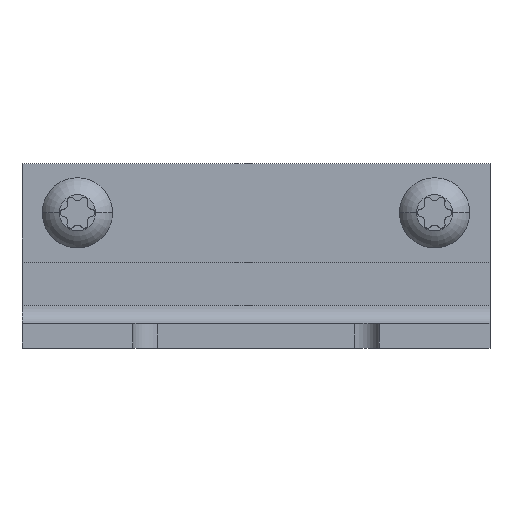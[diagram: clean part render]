
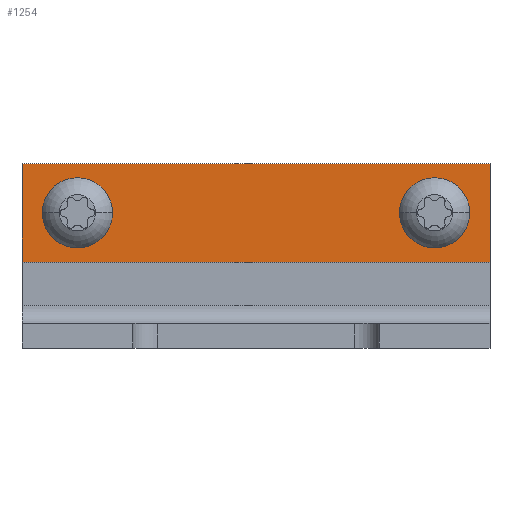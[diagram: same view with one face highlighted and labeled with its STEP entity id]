
A CAD part, top view. The second image highlights one B-rep face of the part: STEP entity #1254.
In plain terms, the highlighted planar face has unit normal (0, 0, 1).
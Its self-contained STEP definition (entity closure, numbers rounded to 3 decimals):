
#18 = CARTESIAN_POINT ( 'NONE',  ( 16., 0., 1. ) ) ;
#52 = CARTESIAN_POINT ( 'NONE',  ( 19., 4., 1. ) ) ;
#78 = VERTEX_POINT ( 'NONE', #938 ) ;
#109 = CARTESIAN_POINT ( 'NONE',  ( -14.5, 0., 1. ) ) ;
#110 = DIRECTION ( 'NONE',  ( 1., 0., 0. ) ) ;
#209 = EDGE_CURVE ( 'NONE', #1816, #1518, #376, .T. ) ;
#232 = VERTEX_POINT ( 'NONE', #485 ) ;
#244 = CARTESIAN_POINT ( 'NONE',  ( -16., 0., 1. ) ) ;
#293 = ORIENTED_EDGE ( 'NONE', *, *, #2017, .F. ) ;
#344 = DIRECTION ( 'NONE',  ( 1., 0., 0. ) ) ;
#376 = CIRCLE ( 'NONE', #2056, 1.5 ) ;
#397 = DIRECTION ( 'NONE',  ( 1., 0., 0. ) ) ;
#434 = AXIS2_PLACEMENT_3D ( 'NONE', #1002, #1175, #1331 ) ;
#456 = DIRECTION ( 'NONE',  ( 0., 0., 1. ) ) ;
#485 = CARTESIAN_POINT ( 'NONE',  ( 19., 4., 1. ) ) ;
#522 = FACE_BOUND ( 'NONE', #714, .T. ) ;
#536 = EDGE_CURVE ( 'NONE', #232, #1965, #1660, .T. ) ;
#602 = CARTESIAN_POINT ( 'NONE',  ( 13., 0., 1. ) ) ;
#621 = ORIENTED_EDGE ( 'NONE', *, *, #1553, .F. ) ;
#635 = ORIENTED_EDGE ( 'NONE', *, *, #789, .F. ) ;
#668 = ORIENTED_EDGE ( 'NONE', *, *, #758, .T. ) ;
#670 = VECTOR ( 'NONE', #2147, 1000. ) ;
#690 = DIRECTION ( 'NONE',  ( 1., 0., 0. ) ) ;
#714 = EDGE_LOOP ( 'NONE', ( #293, #621 ) ) ;
#749 = EDGE_LOOP ( 'NONE', ( #668, #1664, #2041, #2227 ) ) ;
#758 = EDGE_CURVE ( 'NONE', #78, #1965, #2039, .T. ) ;
#789 = EDGE_CURVE ( 'NONE', #1518, #1816, #922, .T. ) ;
#793 = PLANE ( 'NONE',  #434 ) ;
#812 = AXIS2_PLACEMENT_3D ( 'NONE', #109, #456, #1554 ) ;
#922 = CIRCLE ( 'NONE', #2234, 1.5 ) ;
#938 = CARTESIAN_POINT ( 'NONE',  ( -19., -4., 1. ) ) ;
#1002 = CARTESIAN_POINT ( 'NONE',  ( -19., 4., 1. ) ) ;
#1009 = VECTOR ( 'NONE', #1324, 1000. ) ;
#1063 = DIRECTION ( 'NONE',  ( 0., 0., 1. ) ) ;
#1083 = CARTESIAN_POINT ( 'NONE',  ( -19., 4., 1. ) ) ;
#1093 = CARTESIAN_POINT ( 'NONE',  ( 14.5, 0., 1. ) ) ;
#1100 = LINE ( 'NONE', #1083, #670 ) ;
#1175 = DIRECTION ( 'NONE',  ( 0., 0., -1. ) ) ;
#1176 = EDGE_LOOP ( 'NONE', ( #635, #2183 ) ) ;
#1189 = AXIS2_PLACEMENT_3D ( 'NONE', #1613, #1063, #344 ) ;
#1246 = CIRCLE ( 'NONE', #812, 1.5 ) ;
#1254 = ADVANCED_FACE ( 'NONE', ( #522, #1624, #1519 ), #793, .F. ) ;
#1324 = DIRECTION ( 'NONE',  ( 0., -1., 0. ) ) ;
#1331 = DIRECTION ( 'NONE',  ( -1., 0., 0. ) ) ;
#1375 = VECTOR ( 'NONE', #690, 1000. ) ;
#1518 = VERTEX_POINT ( 'NONE', #18 ) ;
#1519 = FACE_OUTER_BOUND ( 'NONE', #749, .T. ) ;
#1553 = EDGE_CURVE ( 'NONE', #2274, #1693, #1869, .T. ) ;
#1554 = DIRECTION ( 'NONE',  ( 1., 0., 0. ) ) ;
#1605 = EDGE_CURVE ( 'NONE', #2270, #232, #1100, .T. ) ;
#1613 = CARTESIAN_POINT ( 'NONE',  ( -14.5, 0., 1. ) ) ;
#1624 = FACE_BOUND ( 'NONE', #1176, .T. ) ;
#1660 = LINE ( 'NONE', #52, #2173 ) ;
#1664 = ORIENTED_EDGE ( 'NONE', *, *, #536, .F. ) ;
#1675 = CARTESIAN_POINT ( 'NONE',  ( -19., 4., 1. ) ) ;
#1693 = VERTEX_POINT ( 'NONE', #1776 ) ;
#1711 = CARTESIAN_POINT ( 'NONE',  ( 19., -4., 1. ) ) ;
#1756 = LINE ( 'NONE', #1675, #1009 ) ;
#1776 = CARTESIAN_POINT ( 'NONE',  ( -13., 0., 1. ) ) ;
#1788 = DIRECTION ( 'NONE',  ( 0., 0., 1. ) ) ;
#1816 = VERTEX_POINT ( 'NONE', #602 ) ;
#1865 = EDGE_CURVE ( 'NONE', #2270, #78, #1756, .T. ) ;
#1869 = CIRCLE ( 'NONE', #1189, 1.5 ) ;
#1877 = CARTESIAN_POINT ( 'NONE',  ( 14.5, 0., 1. ) ) ;
#1965 = VERTEX_POINT ( 'NONE', #1711 ) ;
#2017 = EDGE_CURVE ( 'NONE', #1693, #2274, #1246, .T. ) ;
#2039 = LINE ( 'NONE', #2265, #1375 ) ;
#2041 = ORIENTED_EDGE ( 'NONE', *, *, #1605, .F. ) ;
#2050 = DIRECTION ( 'NONE',  ( 0., 0., 1. ) ) ;
#2056 = AXIS2_PLACEMENT_3D ( 'NONE', #1877, #2050, #110 ) ;
#2147 = DIRECTION ( 'NONE',  ( 1., 0., 0. ) ) ;
#2169 = CARTESIAN_POINT ( 'NONE',  ( -19., 4., 1. ) ) ;
#2173 = VECTOR ( 'NONE', #2188, 1000. ) ;
#2183 = ORIENTED_EDGE ( 'NONE', *, *, #209, .F. ) ;
#2188 = DIRECTION ( 'NONE',  ( 0., -1., 0. ) ) ;
#2227 = ORIENTED_EDGE ( 'NONE', *, *, #1865, .T. ) ;
#2234 = AXIS2_PLACEMENT_3D ( 'NONE', #1093, #1788, #397 ) ;
#2265 = CARTESIAN_POINT ( 'NONE',  ( -19., -4., 1. ) ) ;
#2270 = VERTEX_POINT ( 'NONE', #2169 ) ;
#2274 = VERTEX_POINT ( 'NONE', #244 ) ;
